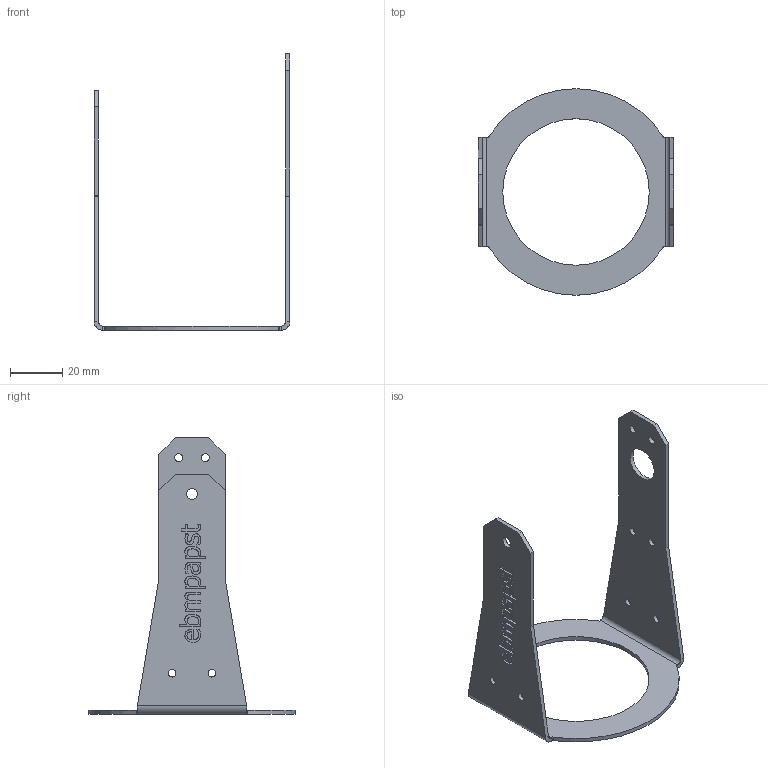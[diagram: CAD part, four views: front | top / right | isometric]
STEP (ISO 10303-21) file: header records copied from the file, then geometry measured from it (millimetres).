
FILE_DESCRIPTION(/* description */ (''),/* implementation_level */ '2;1');
FILE_NAME(/* name */ 'CS_PanTilt_Plate.ipt.step',/* time_stamp */ '2015-01-02T19:11:22-08:00',/* author */ ('Autodesk Inc.'),/* organization */ ('Autodesk Inc.'),/* preprocessor_version */ 'ST-DEVELOPER v15.6',/* originating_system */ 'Autodesk Inventor 2015',/* authorisation */ '');
FILE_SCHEMA (('AUTOMOTIVE_DESIGN { 1 0 10303 214 3 1 1 }'));
Length unit declared in the file: inch
Products named in the file (1): CS_PanTilt_Plate
Bounding box: 74.5 x 78.74 x 105.41 mm (x, y, z)
Volume: 12161.9 mm3; surface area: 17193.3 mm2
Topology: 6 solids, 6 shells, 206 faces, 570 edges, 376 vertices
Faces by surface type: plane 92, bspline 91, cylinder 23
Full cylindrical faces by diameter (mm): 3 x8, 4.305 x1, 12.954 x1, 55.88 x1
Entity records: 7361 total; most frequent: CARTESIAN_POINT 2642, ORIENTED_EDGE 1118, DIRECTION 647, EDGE_CURVE 559, VERTEX_POINT 376, LINE 339, VECTOR 339, EDGE_LOOP 255
